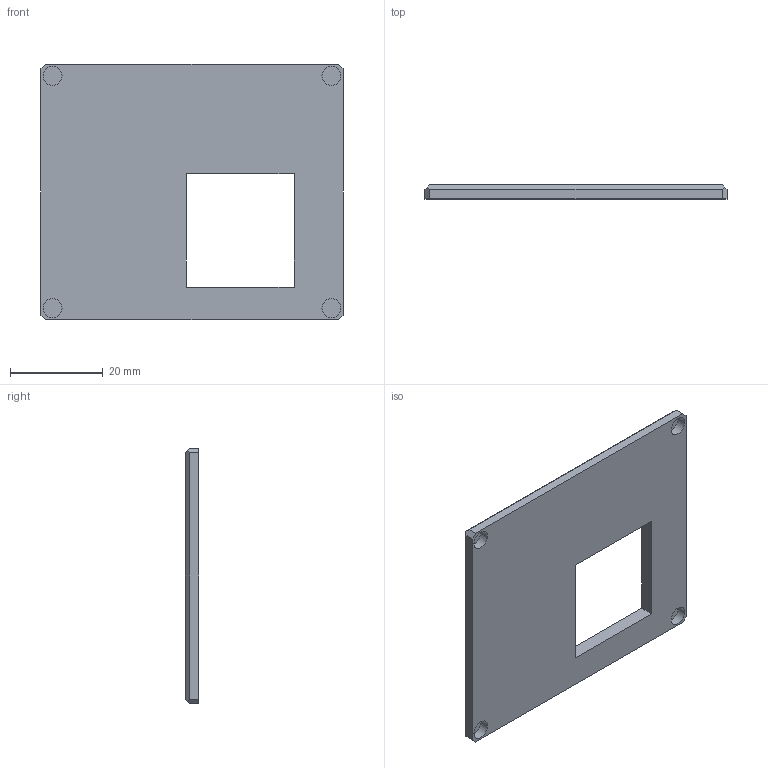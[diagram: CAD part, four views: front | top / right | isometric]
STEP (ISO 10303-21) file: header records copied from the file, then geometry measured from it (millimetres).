
FILE_DESCRIPTION(/* description */ (''),/* implementation_level */ '2;1');
FILE_NAME(/* name */ 'Control Box - Lid_.step',/* time_stamp */ '2024-08-23T17:00:27-05:00',/* author */ (''),/* organization */ (''),/* preprocessor_version */ 'ST-DEVELOPER v20',/* originating_system */ 'Autodesk Translation Framework v13.14.0.145',/* authorisation */ '');
FILE_SCHEMA (('AUTOMOTIVE_DESIGN { 1 0 10303 214 3 1 1 }'));
Length unit declared in the file: millimetre
Products named in the file (1): Control Box - Lid
Bounding box: 65 x 3 x 55 mm (x, y, z)
Volume: 8756.9 mm3; surface area: 7227.2 mm2
Topology: 1 solids, 1 shells, 572 faces, 1575 edges, 1050 vertices
Faces by surface type: bspline 337, plane 231, cylinder 4
Full cylindrical faces by diameter (mm): 4.1 x4
Entity records: 21214 total; most frequent: CARTESIAN_POINT 8927, ORIENTED_EDGE 3150, EDGE_CURVE 1575, DIRECTION 1381, VERTEX_POINT 1050, LINE 893, VECTOR 893, B_SPLINE_CURVE_WITH_KNOTS 674
